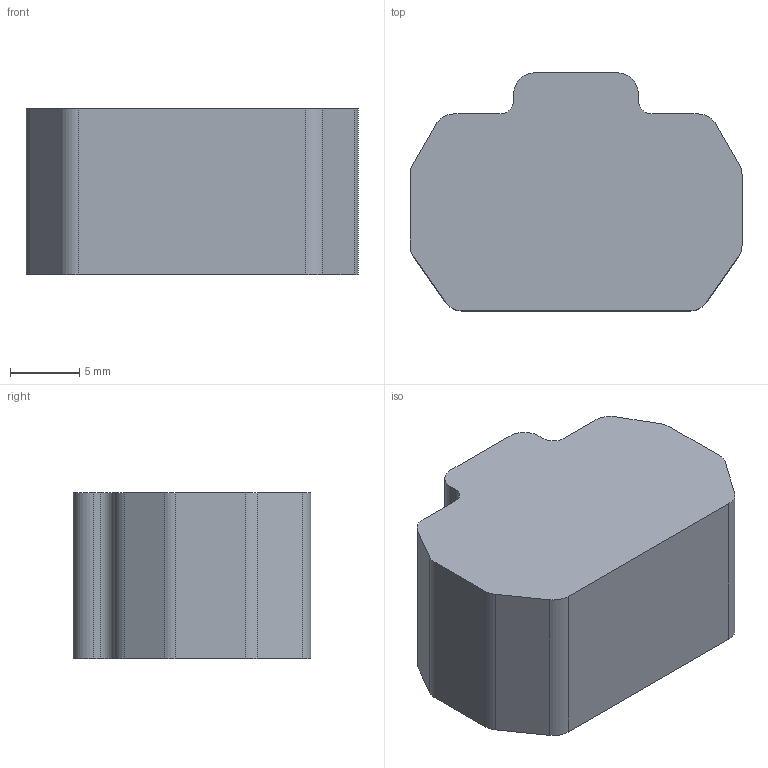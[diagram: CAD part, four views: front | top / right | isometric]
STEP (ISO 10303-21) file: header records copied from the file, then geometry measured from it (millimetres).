
FILE_DESCRIPTION((''),'2;1');
FILE_NAME('RN_128-02_E1','2023-06-05T16:17:00',('J_Laengerich'),(''),'CREO PARAMETRIC BY PTC INC, 2022281','CREO PARAMETRIC BY PTC INC, 2022281','');
FILE_SCHEMA(('AUTOMOTIVE_DESIGN { 1 0 10303 214 1 1 1 1 }'));
Length unit declared in the file: millimetre
Products named in the file (1): RN_128-02_E1
Bounding box: 24 x 17.2 x 12 mm (x, y, z)
Volume: 2461.7 mm3; surface area: 2796 mm2
Topology: 1 solids, 1 shells, 253 faces, 648 edges, 408 vertices
Faces by surface type: plane 121, cylinder 90, cone 26, torus 8, bspline 8
Entity records: 9630 total; most frequent: CARTESIAN_POINT 1533, DIRECTION 1356, ORIENTED_EDGE 1296, EDGE_CURVE 648, AXIS2_PLACEMENT_3D 481, VERTEX_POINT 408, VECTOR 394, LINE 394
